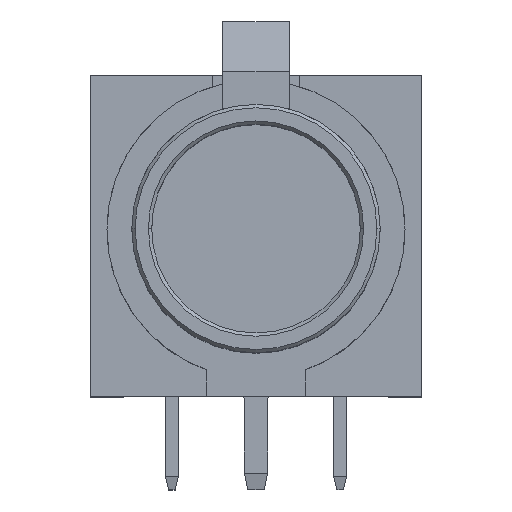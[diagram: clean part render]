
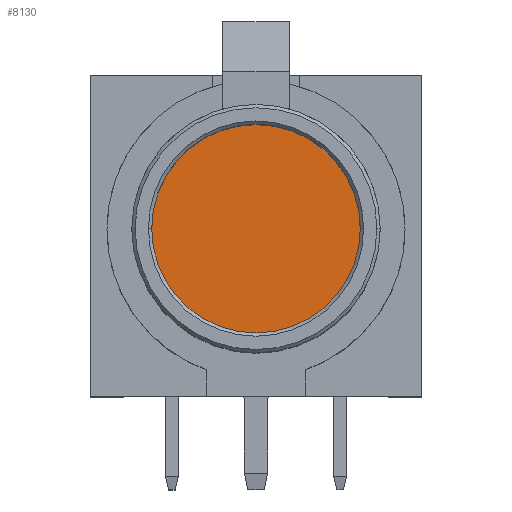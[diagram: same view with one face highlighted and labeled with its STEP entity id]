
A CAD part, top view. The second image highlights one B-rep face of the part: STEP entity #8130.
In plain terms, the highlighted planar face has unit normal (0, 0, 1).
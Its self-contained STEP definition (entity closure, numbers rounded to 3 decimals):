
#399 = DIRECTION ( 'NONE',  ( 0., 0., 1. ) ) ;
#1297 = CARTESIAN_POINT ( 'NONE',  ( 0., 0., 14.23 ) ) ;
#1414 = CARTESIAN_POINT ( 'NONE',  ( 0., 0., 14.23 ) ) ;
#2401 = DIRECTION ( 'NONE',  ( 0., 0., 1. ) ) ;
#2585 = VERTEX_POINT ( 'NONE', #9746 ) ;
#3284 = CIRCLE ( 'NONE', #3948, 3.15 ) ;
#3890 = VERTEX_POINT ( 'NONE', #5343 ) ;
#3948 = AXIS2_PLACEMENT_3D ( 'NONE', #10780, #2401, #7588 ) ;
#4435 = ORIENTED_EDGE ( 'NONE', *, *, #4712, .T. ) ;
#4712 = EDGE_CURVE ( 'NONE', #2585, #3890, #10221, .T. ) ;
#5343 = CARTESIAN_POINT ( 'NONE',  ( -3.15, 0., 14.23 ) ) ;
#6474 = EDGE_LOOP ( 'NONE', ( #4435, #12120 ) ) ;
#6931 = AXIS2_PLACEMENT_3D ( 'NONE', #1297, #11534, #12630 ) ;
#7588 = DIRECTION ( 'NONE',  ( 1., 0., 0. ) ) ;
#8130 = ADVANCED_FACE ( 'NONE', ( #9484 ), #8462, .T. ) ;
#8462 = PLANE ( 'NONE',  #6931 ) ;
#8716 = DIRECTION ( 'NONE',  ( 1., 0., 0. ) ) ;
#9429 = EDGE_CURVE ( 'NONE', #3890, #2585, #3284, .T. ) ;
#9484 = FACE_OUTER_BOUND ( 'NONE', #6474, .T. ) ;
#9746 = CARTESIAN_POINT ( 'NONE',  ( 3.15, 0., 14.23 ) ) ;
#10002 = AXIS2_PLACEMENT_3D ( 'NONE', #1414, #399, #8716 ) ;
#10221 = CIRCLE ( 'NONE', #10002, 3.15 ) ;
#10780 = CARTESIAN_POINT ( 'NONE',  ( 0., 0., 14.23 ) ) ;
#11534 = DIRECTION ( 'NONE',  ( 0., 0., 1. ) ) ;
#12120 = ORIENTED_EDGE ( 'NONE', *, *, #9429, .T. ) ;
#12630 = DIRECTION ( 'NONE',  ( 1., 0., 0. ) ) ;
